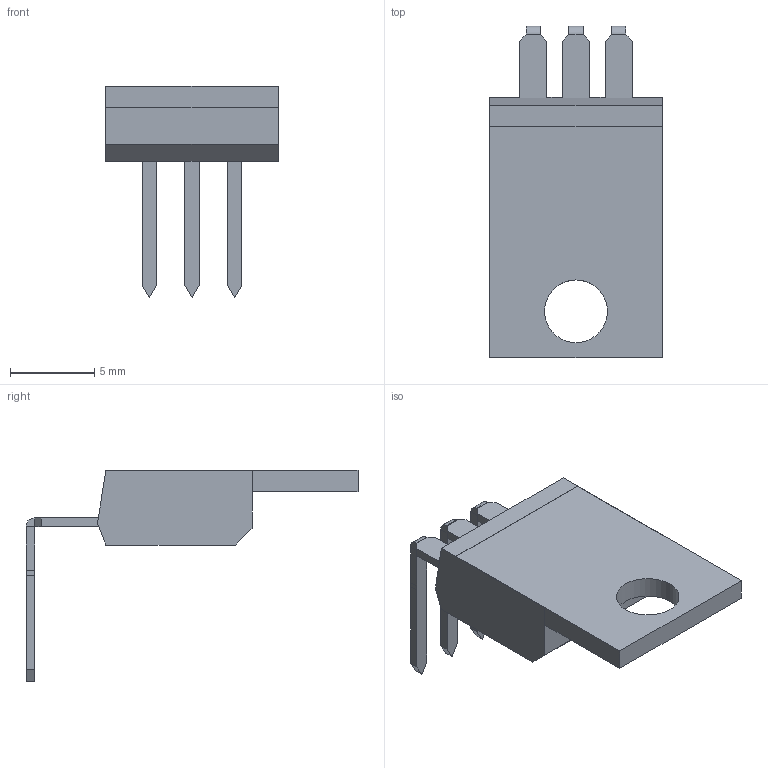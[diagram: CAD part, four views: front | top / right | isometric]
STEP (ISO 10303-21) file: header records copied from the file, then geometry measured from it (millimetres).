
FILE_DESCRIPTION(('FreeCAD Model'),'2;1');
FILE_NAME('TO-220-3_Horizontal_TabUp.step','2018-04-05T20:50:09',('kicad StepUp'),( 'ksu MCAD'),'Open CASCADE STEP processor 6.8','FreeCAD','Unknown');
FILE_SCHEMA(('AUTOMOTIVE_DESIGN_CC2 { 1 2 10303 214 -1 1 5 4 }'));
Length unit declared in the file: millimetre
Products named in the file (1): TO-220-3_Horizontal_TabUp
Bounding box: 10.25 x 19.74 x 12.59 mm (x, y, z)
Volume: 492.6 mm3; surface area: 604.8 mm2
Topology: 1 solids, 1 shells, 80 faces, 210 edges, 132 vertices
Faces by surface type: plane 76, cylinder 4
Full cylindrical faces by diameter (mm): 3.735 x1
Entity records: 2967 total; most frequent: CARTESIAN_POINT 423, ORIENTED_EDGE 420, DIRECTION 380, EDGE_CURVE 210, LINE 202, VECTOR 202, VERTEX_POINT 132, AXIS2_PLACEMENT_3D 89
